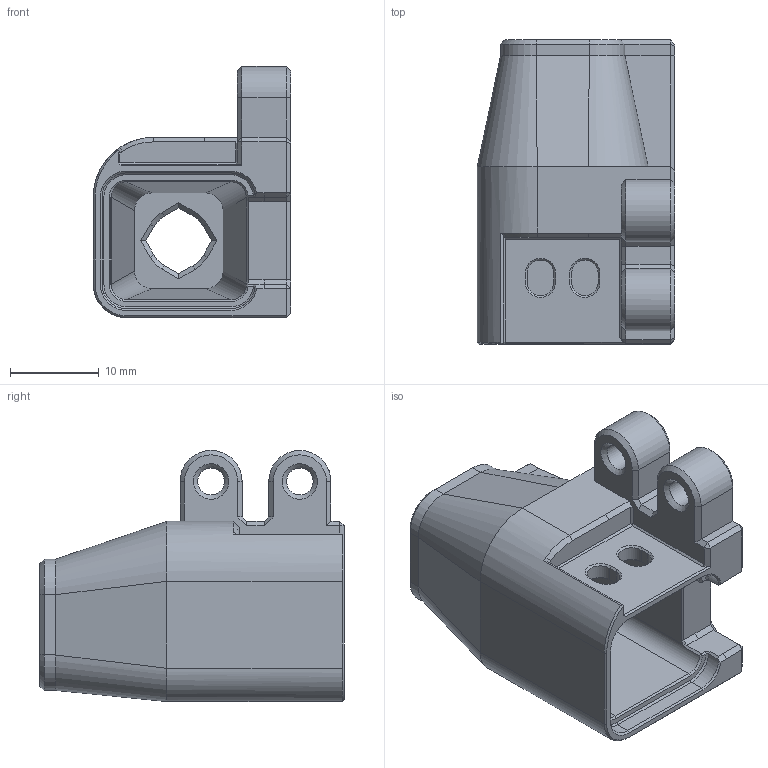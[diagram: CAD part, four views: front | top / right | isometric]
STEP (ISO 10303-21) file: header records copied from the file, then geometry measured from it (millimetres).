
FILE_DESCRIPTION(/* description */ ('STEP AP242','CAx-IF Rec.Pracs.---Representation and Presentation of Product Manufacturing Information (PMI)---4.0---2014-10-13','CAx-IF Rec.Pracs.---3D Tessellated Geometry---0.4---2014-09-14','2;1'),/* implementation_level */ '2;1');
FILE_NAME(/* name */ 'Case - BattPack - Connector',/* time_stamp */ '2024-09-07T07:29:27Z',/* author */ (''),/* organization */ (''),/* preprocessor_version */ 'ST-DEVELOPER v20',/* originating_system */ ' ',/* authorisation */ ' ');
FILE_SCHEMA (('AP242_MANAGED_MODEL_BASED_3D_ENGINEERING_MIM_LF { 1 0 10303 442 1 1 4 }'));
Length unit declared in the file: metre
Products named in the file (1): BattPack - Connector
Bounding box: 22.27 x 34.31 x 28.3 mm (x, y, z)
Volume: 6768.5 mm3; surface area: 5179.9 mm2
Topology: 1 solids, 1 shells, 250 faces, 588 edges, 340 vertices
Faces by surface type: plane 170, cone 35, cylinder 27, bspline 18
Full cylindrical faces by diameter (mm): 3 x2
Entity records: 7325 total; most frequent: CARTESIAN_POINT 1801, ORIENTED_EDGE 1164, DIRECTION 1055, EDGE_CURVE 582, LINE 431, VECTOR 431, VERTEX_POINT 340, AXIS2_PLACEMENT_3D 312
